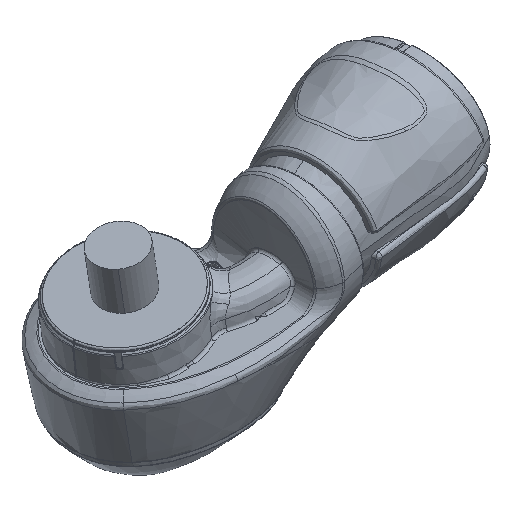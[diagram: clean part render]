
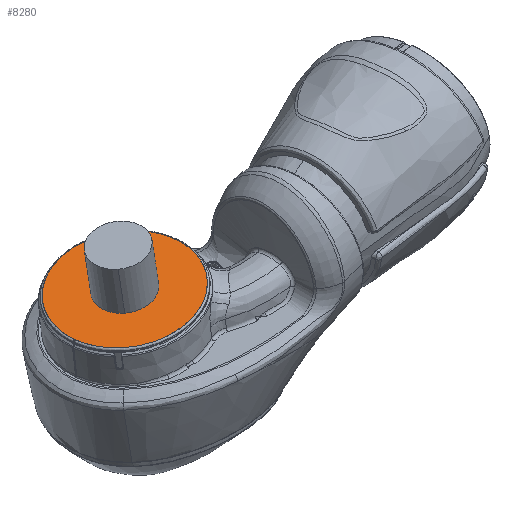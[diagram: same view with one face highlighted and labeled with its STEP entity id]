
A CAD part, top view. The second image highlights one B-rep face of the part: STEP entity #8280.
In plain terms, the highlighted planar face has unit normal (-0.107, 0.707, 0.699).
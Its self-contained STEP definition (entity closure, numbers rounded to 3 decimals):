
#1097 = VERTEX_POINT ( 'NONE', #64132 ) ;
#5917 = AXIS2_PLACEMENT_3D ( 'NONE', #78501, #78553, #78497 ) ;
#5958 = AXIS2_PLACEMENT_3D ( 'NONE', #25669, #25659, #25667 ) ;
#5977 = AXIS2_PLACEMENT_3D ( 'NONE', #23581, #23659, #25216 ) ;
#6572 = EDGE_CURVE ( 'NONE', #1097, #36510, #68487, .T. ) ;
#6662 = EDGE_CURVE ( 'NONE', #36039, #36225, #68131, .T. ) ;
#7651 = EDGE_CURVE ( 'NONE', #36225, #36039, #68296, .T. ) ;
#8190 = EDGE_CURVE ( 'NONE', #36510, #1097, #13739, .T. ) ;
#8280 = ADVANCED_FACE ( 'NONE', ( #12754, #12751 ), #17643, .F. ) ;
#12751 = FACE_OUTER_BOUND ( 'NONE', #36712, .T. ) ;
#12754 = FACE_BOUND ( 'NONE', #36246, .T. ) ;
#13739 = CIRCLE ( 'NONE', #40280, 36.419 ) ;
#17634 = DIRECTION ( 'NONE',  ( 0.571, 0.619, -0.539 ) ) ;
#17635 = DIRECTION ( 'NONE',  ( 0.107, -0.707, -0.699 ) ) ;
#17636 = CARTESIAN_POINT ( 'NONE',  ( 310.674, -170.157, 568.575 ) ) ;
#17643 = PLANE ( 'NONE',  #40088 ) ;
#23581 = CARTESIAN_POINT ( 'NONE',  ( 361.722, -159.937, 566.041 ) ) ;
#23659 = DIRECTION ( 'NONE',  ( -0.107, 0.707, 0.699 ) ) ;
#25216 = DIRECTION ( 'NONE',  ( 0., 0.703, -0.711 ) ) ;
#25659 = DIRECTION ( 'NONE',  ( -0.107, 0.707, 0.699 ) ) ;
#25667 = DIRECTION ( 'NONE',  ( 0., -0.703, 0.711 ) ) ;
#25669 = CARTESIAN_POINT ( 'NONE',  ( 361.722, -159.937, 566.041 ) ) ;
#36039 = VERTEX_POINT ( 'NONE', #69527 ) ;
#36225 = VERTEX_POINT ( 'NONE', #69612 ) ;
#36246 = EDGE_LOOP ( 'NONE', ( #79895, #79770 ) ) ;
#36510 = VERTEX_POINT ( 'NONE', #69788 ) ;
#36712 = EDGE_LOOP ( 'NONE', ( #79541, #79208 ) ) ;
#40088 = AXIS2_PLACEMENT_3D ( 'NONE', #17636, #17635, #17634 ) ;
#40280 = AXIS2_PLACEMENT_3D ( 'NONE', #47839, #47837, #47833 ) ;
#47833 = DIRECTION ( 'NONE',  ( 0., 0.703, -0.711 ) ) ;
#47837 = DIRECTION ( 'NONE',  ( -0.107, 0.707, 0.699 ) ) ;
#47839 = CARTESIAN_POINT ( 'NONE',  ( 361.722, -159.937, 566.041 ) ) ;
#64132 = CARTESIAN_POINT ( 'NONE',  ( 361.722, -185.554, 591.927 ) ) ;
#68131 = CIRCLE ( 'NONE', #5958, 15. ) ;
#68296 = CIRCLE ( 'NONE', #5917, 15. ) ;
#68487 = CIRCLE ( 'NONE', #5977, 36.419 ) ;
#69527 = CARTESIAN_POINT ( 'NONE',  ( 361.722, -170.488, 576.702 ) ) ;
#69612 = CARTESIAN_POINT ( 'NONE',  ( 361.722, -149.385, 555.379 ) ) ;
#69788 = CARTESIAN_POINT ( 'NONE',  ( 361.722, -134.319, 540.155 ) ) ;
#78497 = DIRECTION ( 'NONE',  ( 0., -0.703, 0.711 ) ) ;
#78501 = CARTESIAN_POINT ( 'NONE',  ( 361.722, -159.937, 566.041 ) ) ;
#78553 = DIRECTION ( 'NONE',  ( -0.107, 0.707, 0.699 ) ) ;
#79208 = ORIENTED_EDGE ( 'NONE', *, *, #6572, .T. ) ;
#79541 = ORIENTED_EDGE ( 'NONE', *, *, #8190, .T. ) ;
#79770 = ORIENTED_EDGE ( 'NONE', *, *, #7651, .F. ) ;
#79895 = ORIENTED_EDGE ( 'NONE', *, *, #6662, .F. ) ;
